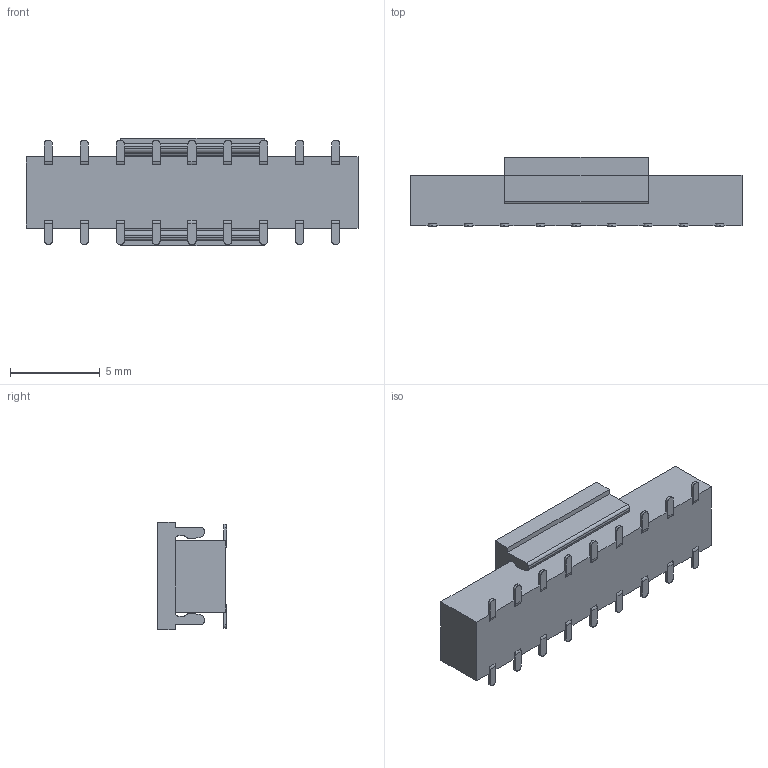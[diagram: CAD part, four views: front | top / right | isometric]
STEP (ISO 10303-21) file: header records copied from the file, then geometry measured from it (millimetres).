
FILE_DESCRIPTION( ('This file contains a STEP AP42 implementation' ,'as created by ZW3D STEP Interface translator.') ,'2;1' );
FILE_NAME( '2228-2XXMXXCUNX1.stp' ,'23 414.102121', (''), ('ZWCAD Software Co.'), 'Version 1.0', 'ZW3D to STEP translator', '' );
FILE_SCHEMA(('AUTOMOTIVE_DESIGN { 1 0 10303 214 1 1 1 1 }'));
Length unit declared in the file: millimetre
Products named in the file (2): 0; 2228-220MXXCUNX1
Bounding box: 18.5 x 3.86 x 6 mm (x, y, z)
Volume: 5.4 mm3; surface area: 795.8 mm2
Topology: 2 solids, 7 shells, 1468 faces, 4116 edges, 2688 vertices
Faces by surface type: plane 972, bspline 288, cylinder 208
Entity records: 65621 total; most frequent: CARTESIAN_POINT 35255, ORIENTED_EDGE 8192, EDGE_CURVE 4096, B_SPLINE_CURVE_WITH_KNOTS 3806, DIRECTION 2672, VERTEX_POINT 2668, EDGE_LOOP 1494, FACE_OUTER_BOUND 1468
